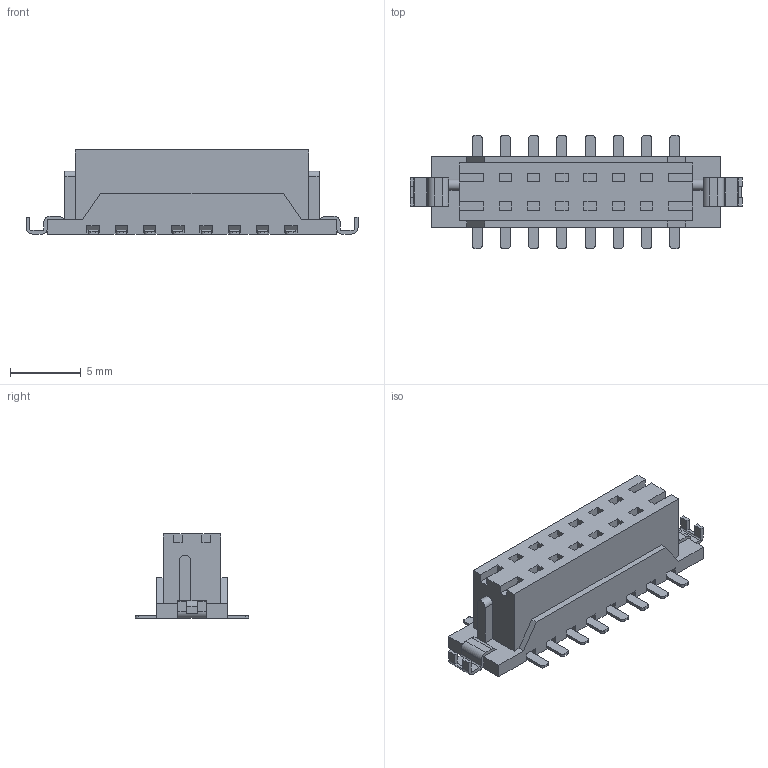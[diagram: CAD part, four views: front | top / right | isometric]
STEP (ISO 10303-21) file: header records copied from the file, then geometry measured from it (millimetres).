
FILE_DESCRIPTION( ( '' ), ' ' );
FILE_NAME( '583deac7258a2c106aa55872.step', '2016-11-29T20:53:27', ( '' ), ( '' ), ' ', ' ', ' ' );
FILE_SCHEMA( ( 'AUTOMOTIVE_DESIGN { 1 0 10303 214 1 1 1 1 }' ) );
Length unit declared in the file: metre
Products named in the file (1): Open CASCADE STEP translator 6.8 1
Bounding box: 23.5 x 8 x 5.95 mm (x, y, z)
Volume: 462.2 mm3; surface area: 604.1 mm2
Topology: 1 solids, 1 shells, 376 faces, 1072 edges, 712 vertices
Faces by surface type: plane 298, cylinder 78
Entity records: 20520 total; most frequent: CARTESIAN_POINT 2161, ORIENTED_EDGE 2144, DIRECTION 1990, STYLED_ITEM 1448, PRESENTATION_STYLE_ASSIGNMENT 1448, COLOUR_RGB 1448, EDGE_CURVE 1072, CURVE_STYLE 1072
